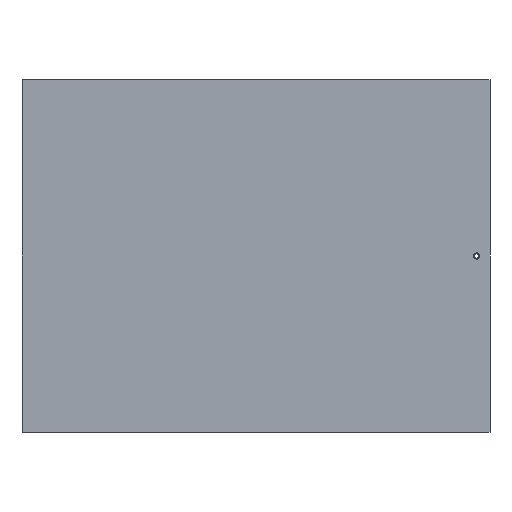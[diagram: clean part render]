
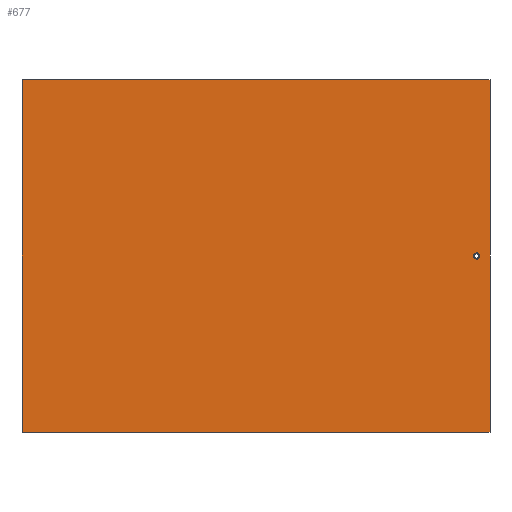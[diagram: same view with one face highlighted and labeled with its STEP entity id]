
A CAD part, front view. The second image highlights one B-rep face of the part: STEP entity #677.
In plain terms, the highlighted planar face has unit normal (0, -1, 0).
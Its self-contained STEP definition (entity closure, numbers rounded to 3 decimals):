
#16 = AXIS2_PLACEMENT_3D ( 'NONE', #1270, #1275, #1276 ) ;
#47 = AXIS2_PLACEMENT_3D ( 'NONE', #1134, #1135, #1136 ) ;
#82 = EDGE_CURVE ( 'NONE', #141, #142, #915, .T. ) ;
#108 = CARTESIAN_POINT ( 'NONE',  ( 531., 0., -399. ) ) ;
#135 = VERTEX_POINT ( 'NONE', #1029 ) ;
#141 = VERTEX_POINT ( 'NONE', #1013 ) ;
#142 = VERTEX_POINT ( 'NONE', #1010 ) ;
#169 = VERTEX_POINT ( 'NONE', #108 ) ;
#225 = ORIENTED_EDGE ( 'NONE', *, *, #630, .F. ) ;
#226 = ORIENTED_EDGE ( 'NONE', *, *, #82, .T. ) ;
#227 = ORIENTED_EDGE ( 'NONE', *, *, #626, .T. ) ;
#228 = ORIENTED_EDGE ( 'NONE', *, *, #627, .F. ) ;
#229 = ORIENTED_EDGE ( 'NONE', *, *, #336, .F. ) ;
#336 = EDGE_CURVE ( 'NONE', #141, #135, #967, .T. ) ;
#437 = LINE ( 'NONE', #1122, #440 ) ;
#439 = LINE ( 'NONE', #1124, #442 ) ;
#440 = VECTOR ( 'NONE', #1123, 1000. ) ;
#442 = VECTOR ( 'NONE', #1125, 1000. ) ;
#445 = CIRCLE ( 'NONE', #47, 3.5 ) ;
#514 = FACE_BOUND ( 'NONE', #862, .T. ) ;
#527 = FACE_OUTER_BOUND ( 'NONE', #856, .T. ) ;
#560 = VERTEX_POINT ( 'NONE', #1339 ) ;
#626 = EDGE_CURVE ( 'NONE', #142, #169, #437, .T. ) ;
#627 = EDGE_CURVE ( 'NONE', #135, #169, #439, .T. ) ;
#630 = EDGE_CURVE ( 'NONE', #560, #560, #445, .T. ) ;
#677 = ADVANCED_FACE ( 'NONE', ( #514, #527 ), #1268, .F. ) ;
#856 = EDGE_LOOP ( 'NONE', ( #226, #227, #228, #229 ) ) ;
#862 = EDGE_LOOP ( 'NONE', ( #225 ) ) ;
#915 = LINE ( 'NONE', #1395, #918 ) ;
#918 = VECTOR ( 'NONE', #1392, 1000. ) ;
#967 = LINE ( 'NONE', #1046, #970 ) ;
#970 = VECTOR ( 'NONE', #1047, 1000. ) ;
#1010 = CARTESIAN_POINT ( 'NONE',  ( 0., 0., -399. ) ) ;
#1013 = CARTESIAN_POINT ( 'NONE',  ( 0., 0., 1. ) ) ;
#1029 = CARTESIAN_POINT ( 'NONE',  ( 531., 0., 1. ) ) ;
#1046 = CARTESIAN_POINT ( 'NONE',  ( 0., 0., 1. ) ) ;
#1047 = DIRECTION ( 'NONE',  ( 1., 0., 0. ) ) ;
#1122 = CARTESIAN_POINT ( 'NONE',  ( 0., 0., -399. ) ) ;
#1123 = DIRECTION ( 'NONE',  ( 1., 0., 0. ) ) ;
#1124 = CARTESIAN_POINT ( 'NONE',  ( 531., 0., 1. ) ) ;
#1125 = DIRECTION ( 'NONE',  ( 0., 0., -1. ) ) ;
#1134 = CARTESIAN_POINT ( 'NONE',  ( 516., 0., -199. ) ) ;
#1135 = DIRECTION ( 'NONE',  ( 0., -1., 0. ) ) ;
#1136 = DIRECTION ( 'NONE',  ( 0., 0., -1. ) ) ;
#1268 = PLANE ( 'NONE',  #16 ) ;
#1270 = CARTESIAN_POINT ( 'NONE',  ( 0., 0., 1. ) ) ;
#1275 = DIRECTION ( 'NONE',  ( 0., 1., 0. ) ) ;
#1276 = DIRECTION ( 'NONE',  ( 0., 0., 1. ) ) ;
#1339 = CARTESIAN_POINT ( 'NONE',  ( 516., 0., -202.5 ) ) ;
#1392 = DIRECTION ( 'NONE',  ( 0., 0., -1. ) ) ;
#1395 = CARTESIAN_POINT ( 'NONE',  ( 0., 0., 1. ) ) ;
